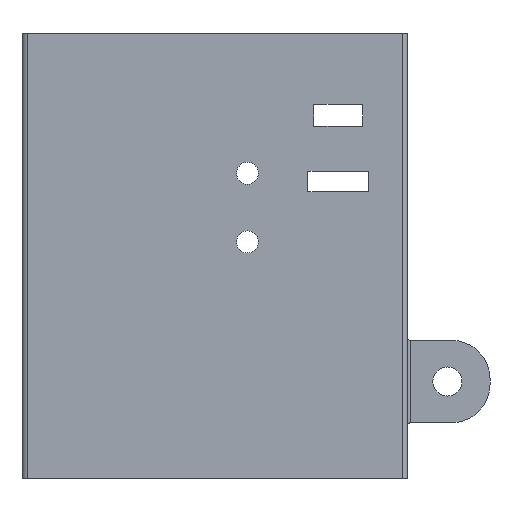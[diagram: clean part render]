
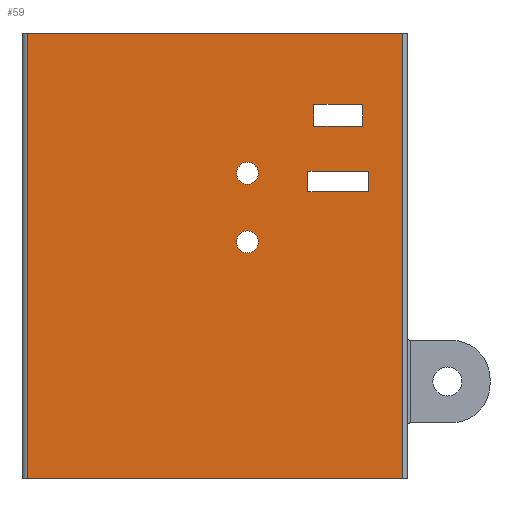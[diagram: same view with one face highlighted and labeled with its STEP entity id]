
A CAD part, left-side view. The second image highlights one B-rep face of the part: STEP entity #59.
In plain terms, the highlighted planar face has unit normal (-1, 0, 0).
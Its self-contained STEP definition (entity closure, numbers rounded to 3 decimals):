
#47 = DIRECTION ( 'NONE',  ( 0., -1., 0. ) ) ;
#59 = ADVANCED_FACE ( 'NONE', ( #3066, #1488, #3125, #501, #5125 ), #4652, .T. ) ;
#111 = ORIENTED_EDGE ( 'NONE', *, *, #5285, .F. ) ;
#124 = ORIENTED_EDGE ( 'NONE', *, *, #4603, .F. ) ;
#141 = ORIENTED_EDGE ( 'NONE', *, *, #6285, .F. ) ;
#169 = CARTESIAN_POINT ( 'NONE',  ( -37., -2.9, 54.6 ) ) ;
#217 = CARTESIAN_POINT ( 'NONE',  ( -37., -23.85, 63.1 ) ) ;
#221 = LINE ( 'NONE', #3364, #1476 ) ;
#262 = VECTOR ( 'NONE', #47, 1000. ) ;
#382 = LINE ( 'NONE', #1980, #3814 ) ;
#440 = DIRECTION ( 'NONE',  ( -1., 0., 0. ) ) ;
#441 = EDGE_CURVE ( 'NONE', #3355, #6678, #6022, .T. ) ;
#447 = DIRECTION ( 'NONE',  ( 0., 1., 0. ) ) ;
#453 = CIRCLE ( 'NONE', #5771, 2. ) ;
#480 = CARTESIAN_POINT ( 'NONE',  ( -37., -2.9, 40.1 ) ) ;
#482 = ORIENTED_EDGE ( 'NONE', *, *, #4703, .F. ) ;
#501 = FACE_BOUND ( 'NONE', #2662, .T. ) ;
#529 = CARTESIAN_POINT ( 'NONE',  ( -37., -14.95, 67.1 ) ) ;
#610 = VERTEX_POINT ( 'NONE', #480 ) ;
#664 = EDGE_CURVE ( 'NONE', #5680, #798, #382, .T. ) ;
#755 = ORIENTED_EDGE ( 'NONE', *, *, #1825, .T. ) ;
#798 = VERTEX_POINT ( 'NONE', #2148 ) ;
#840 = CARTESIAN_POINT ( 'NONE',  ( -37., -31., -0.9 ) ) ;
#954 = LINE ( 'NONE', #5105, #4382 ) ;
#1038 = CARTESIAN_POINT ( 'NONE',  ( -37., -2.9, 56.6 ) ) ;
#1119 = ORIENTED_EDGE ( 'NONE', *, *, #3454, .F. ) ;
#1172 = VECTOR ( 'NONE', #4772, 1000. ) ;
#1195 = ORIENTED_EDGE ( 'NONE', *, *, #2023, .F. ) ;
#1377 = EDGE_CURVE ( 'NONE', #1455, #2794, #221, .T. ) ;
#1444 = CARTESIAN_POINT ( 'NONE',  ( -37., -31., 80. ) ) ;
#1455 = VERTEX_POINT ( 'NONE', #840 ) ;
#1476 = VECTOR ( 'NONE', #5835, 1000. ) ;
#1484 = CARTESIAN_POINT ( 'NONE',  ( -37., -2.9, 54.6 ) ) ;
#1488 = FACE_BOUND ( 'NONE', #5459, .T. ) ;
#1530 = ORIENTED_EDGE ( 'NONE', *, *, #664, .F. ) ;
#1586 = CARTESIAN_POINT ( 'NONE',  ( -37., -32., -3. ) ) ;
#1588 = ORIENTED_EDGE ( 'NONE', *, *, #2829, .F. ) ;
#1606 = DIRECTION ( 'NONE',  ( 0., -1., 0. ) ) ;
#1649 = DIRECTION ( 'NONE',  ( -1., 0., 0. ) ) ;
#1825 = EDGE_CURVE ( 'NONE', #4469, #3919, #3018, .T. ) ;
#1928 = DIRECTION ( 'NONE',  ( 0., -1., 0. ) ) ;
#1980 = CARTESIAN_POINT ( 'NONE',  ( -37., -24.9, 51.2 ) ) ;
#1987 = CARTESIAN_POINT ( 'NONE',  ( -37., 37.1, -0.9 ) ) ;
#2023 = EDGE_CURVE ( 'NONE', #3421, #610, #5634, .T. ) ;
#2047 = VECTOR ( 'NONE', #1928, 1000. ) ;
#2063 = DIRECTION ( 'NONE',  ( -1., 0., 0. ) ) ;
#2134 = DIRECTION ( 'NONE',  ( 0., 1., 0. ) ) ;
#2148 = CARTESIAN_POINT ( 'NONE',  ( -37., -24.9, 55. ) ) ;
#2150 = VERTEX_POINT ( 'NONE', #5276 ) ;
#2198 = VECTOR ( 'NONE', #6369, 1000. ) ;
#2543 = EDGE_CURVE ( 'NONE', #4613, #2150, #2853, .T. ) ;
#2602 = DIRECTION ( 'NONE',  ( -1., 0., 0. ) ) ;
#2645 = CIRCLE ( 'NONE', #4807, 2. ) ;
#2662 = EDGE_LOOP ( 'NONE', ( #141, #1119 ) ) ;
#2717 = DIRECTION ( 'NONE',  ( 0., 0., 1. ) ) ;
#2747 = LINE ( 'NONE', #4311, #2198 ) ;
#2794 = VERTEX_POINT ( 'NONE', #1444 ) ;
#2817 = VECTOR ( 'NONE', #6573, 1000. ) ;
#2829 = EDGE_CURVE ( 'NONE', #3479, #4613, #5317, .T. ) ;
#2853 = LINE ( 'NONE', #217, #2047 ) ;
#2891 = EDGE_CURVE ( 'NONE', #6678, #5680, #4706, .T. ) ;
#2896 = AXIS2_PLACEMENT_3D ( 'NONE', #1484, #2063, #5185 ) ;
#2902 = CARTESIAN_POINT ( 'NONE',  ( -37., -2.9, 44.1 ) ) ;
#3018 = LINE ( 'NONE', #1987, #2817 ) ;
#3024 = CARTESIAN_POINT ( 'NONE',  ( -37., 37.1, -0.9 ) ) ;
#3026 = AXIS2_PLACEMENT_3D ( 'NONE', #4096, #2602, #4666 ) ;
#3061 = CARTESIAN_POINT ( 'NONE',  ( -37., -14.95, 63.1 ) ) ;
#3066 = FACE_OUTER_BOUND ( 'NONE', #5160, .T. ) ;
#3125 = FACE_BOUND ( 'NONE', #3220, .T. ) ;
#3176 = CARTESIAN_POINT ( 'NONE',  ( -37., -2.9, 52.6 ) ) ;
#3220 = EDGE_LOOP ( 'NONE', ( #1195, #482 ) ) ;
#3250 = CARTESIAN_POINT ( 'NONE',  ( -37., -24.9, 51.2 ) ) ;
#3355 = VERTEX_POINT ( 'NONE', #6620 ) ;
#3364 = CARTESIAN_POINT ( 'NONE',  ( -37., -31., -3. ) ) ;
#3421 = VERTEX_POINT ( 'NONE', #2902 ) ;
#3454 = EDGE_CURVE ( 'NONE', #5030, #4626, #6229, .T. ) ;
#3476 = CARTESIAN_POINT ( 'NONE',  ( -37., -24.9, 51.2 ) ) ;
#3479 = VERTEX_POINT ( 'NONE', #529 ) ;
#3547 = DIRECTION ( 'NONE',  ( 0., 0., 1. ) ) ;
#3549 = ORIENTED_EDGE ( 'NONE', *, *, #4756, .F. ) ;
#3690 = CARTESIAN_POINT ( 'NONE',  ( -37., 32., 80. ) ) ;
#3788 = VECTOR ( 'NONE', #1606, 1000. ) ;
#3814 = VECTOR ( 'NONE', #3547, 1000. ) ;
#3919 = VERTEX_POINT ( 'NONE', #3024 ) ;
#3923 = DIRECTION ( 'NONE',  ( 0., 0., -1. ) ) ;
#3977 = EDGE_CURVE ( 'NONE', #4469, #2794, #4708, .T. ) ;
#3986 = DIRECTION ( 'NONE',  ( 0., 1., 0. ) ) ;
#4087 = EDGE_LOOP ( 'NONE', ( #4983, #1530, #4134, #6505 ) ) ;
#4096 = CARTESIAN_POINT ( 'NONE',  ( -37., -2.9, 42.1 ) ) ;
#4131 = VECTOR ( 'NONE', #3923, 1000. ) ;
#4134 = ORIENTED_EDGE ( 'NONE', *, *, #2891, .F. ) ;
#4164 = CARTESIAN_POINT ( 'NONE',  ( -37., -14.95, 67.1 ) ) ;
#4205 = CARTESIAN_POINT ( 'NONE',  ( -37., 38.1, -0.9 ) ) ;
#4275 = CARTESIAN_POINT ( 'NONE',  ( -37., -2.9, 42.1 ) ) ;
#4311 = CARTESIAN_POINT ( 'NONE',  ( -37., -23.85, 67.1 ) ) ;
#4382 = VECTOR ( 'NONE', #447, 1000. ) ;
#4398 = DIRECTION ( 'NONE',  ( -1., 0., 0. ) ) ;
#4469 = VERTEX_POINT ( 'NONE', #4994 ) ;
#4603 = EDGE_CURVE ( 'NONE', #1455, #3919, #6680, .T. ) ;
#4613 = VERTEX_POINT ( 'NONE', #3061 ) ;
#4626 = VERTEX_POINT ( 'NONE', #1038 ) ;
#4652 = PLANE ( 'NONE',  #6227 ) ;
#4666 = DIRECTION ( 'NONE',  ( 0., 0., 1. ) ) ;
#4703 = EDGE_CURVE ( 'NONE', #610, #3421, #453, .T. ) ;
#4706 = LINE ( 'NONE', #3250, #3788 ) ;
#4708 = LINE ( 'NONE', #3690, #262 ) ;
#4756 = EDGE_CURVE ( 'NONE', #2150, #6686, #2747, .T. ) ;
#4772 = DIRECTION ( 'NONE',  ( 0., 0., -1. ) ) ;
#4807 = AXIS2_PLACEMENT_3D ( 'NONE', #169, #4398, #6490 ) ;
#4913 = VECTOR ( 'NONE', #3986, 1000. ) ;
#4922 = CARTESIAN_POINT ( 'NONE',  ( -37., -13.9, 51.2 ) ) ;
#4983 = ORIENTED_EDGE ( 'NONE', *, *, #5746, .F. ) ;
#4994 = CARTESIAN_POINT ( 'NONE',  ( -37., 37.1, 80. ) ) ;
#4998 = CARTESIAN_POINT ( 'NONE',  ( -37., -24.9, 55. ) ) ;
#5030 = VERTEX_POINT ( 'NONE', #3176 ) ;
#5105 = CARTESIAN_POINT ( 'NONE',  ( -37., -23.85, 67.1 ) ) ;
#5125 = FACE_BOUND ( 'NONE', #4087, .T. ) ;
#5160 = EDGE_LOOP ( 'NONE', ( #5927, #755, #124, #5373 ) ) ;
#5185 = DIRECTION ( 'NONE',  ( 0., 0., 1. ) ) ;
#5276 = CARTESIAN_POINT ( 'NONE',  ( -37., -23.85, 63.1 ) ) ;
#5285 = EDGE_CURVE ( 'NONE', #6686, #3479, #954, .T. ) ;
#5317 = LINE ( 'NONE', #4164, #1172 ) ;
#5373 = ORIENTED_EDGE ( 'NONE', *, *, #1377, .T. ) ;
#5459 = EDGE_LOOP ( 'NONE', ( #5842, #1588, #111, #3549 ) ) ;
#5509 = LINE ( 'NONE', #4998, #4913 ) ;
#5634 = CIRCLE ( 'NONE', #3026, 2. ) ;
#5680 = VERTEX_POINT ( 'NONE', #3476 ) ;
#5746 = EDGE_CURVE ( 'NONE', #798, #3355, #5509, .T. ) ;
#5771 = AXIS2_PLACEMENT_3D ( 'NONE', #4275, #1649, #2717 ) ;
#5835 = DIRECTION ( 'NONE',  ( 0., 0., 1. ) ) ;
#5841 = CARTESIAN_POINT ( 'NONE',  ( -37., -23.85, 67.1 ) ) ;
#5842 = ORIENTED_EDGE ( 'NONE', *, *, #2543, .F. ) ;
#5889 = VECTOR ( 'NONE', #2134, 1000. ) ;
#5927 = ORIENTED_EDGE ( 'NONE', *, *, #3977, .F. ) ;
#5956 = CARTESIAN_POINT ( 'NONE',  ( -37., -13.9, 51.2 ) ) ;
#6022 = LINE ( 'NONE', #5956, #4131 ) ;
#6227 = AXIS2_PLACEMENT_3D ( 'NONE', #1586, #440, #6684 ) ;
#6229 = CIRCLE ( 'NONE', #2896, 2. ) ;
#6285 = EDGE_CURVE ( 'NONE', #4626, #5030, #2645, .T. ) ;
#6369 = DIRECTION ( 'NONE',  ( 0., 0., 1. ) ) ;
#6490 = DIRECTION ( 'NONE',  ( 0., 0., 1. ) ) ;
#6505 = ORIENTED_EDGE ( 'NONE', *, *, #441, .F. ) ;
#6573 = DIRECTION ( 'NONE',  ( 0., 0., -1. ) ) ;
#6620 = CARTESIAN_POINT ( 'NONE',  ( -37., -13.9, 55. ) ) ;
#6678 = VERTEX_POINT ( 'NONE', #4922 ) ;
#6680 = LINE ( 'NONE', #4205, #5889 ) ;
#6684 = DIRECTION ( 'NONE',  ( 0., 0., 1. ) ) ;
#6686 = VERTEX_POINT ( 'NONE', #5841 ) ;
